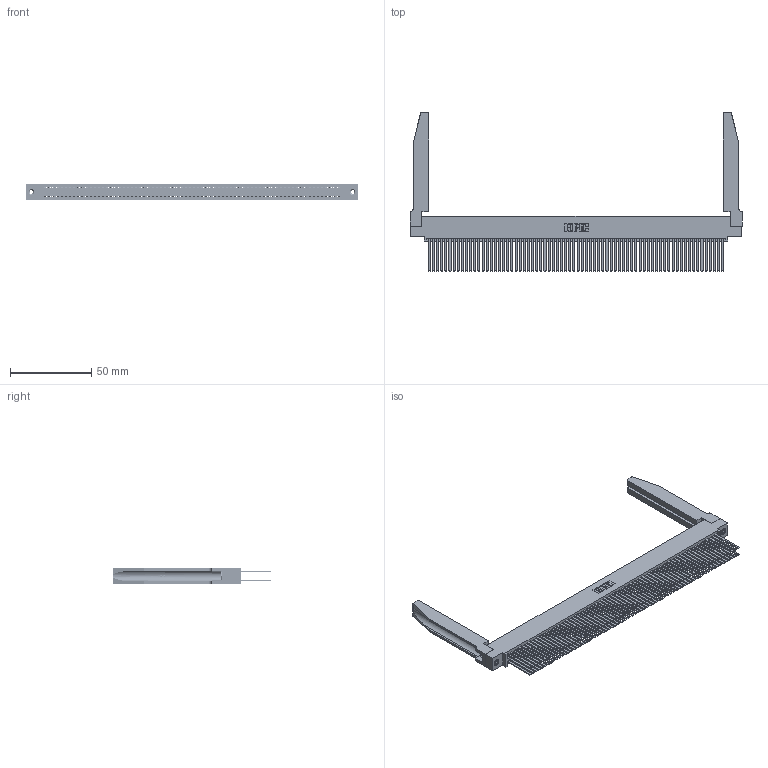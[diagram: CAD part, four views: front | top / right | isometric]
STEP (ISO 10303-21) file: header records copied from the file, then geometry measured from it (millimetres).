
FILE_DESCRIPTION (( 'STEP AP203' ), '1' );
FILE_NAME ('345-144-544-578.STEP', '2019-11-09T10:55:42', ( '' ), ( '' ), 'SwSTEP 2.0', 'SolidWorks 2016', '' );
FILE_SCHEMA (( 'CONFIG_CONTROL_DESIGN' ));
Length unit declared in the file: inch
Products named in the file (5): 345-144-544-578; 345-250-001_345-250-001-102; 345-220-078_345-220-078; 345-292-001_345-293-144; 345 Part_0.110 Offset - 0.156 Dia-TH
Assembly tree (149 placements, depth 2):
  345-144-544-578
    345 Part_0.110 Offset - 0.156 Dia-TH
    345-292-001_345-293-144  x144
    345-250-001_345-250-001-102  x2
    345-220-078_345-220-078  x2
Bounding box: 204.11 x 97.71 x 9.4 mm (x, y, z)
Volume: 29822 mm3; surface area: 46024.7 mm2
Topology: 149 solids, 149 shells, 6700 faces, 19825 edges, 13014 vertices
Faces by surface type: plane 4402, cylinder 2246, bspline 36, cone 12, torus 4
Entity records: 57142 total; most frequent: CARTESIAN_POINT 10467, ORIENTED_EDGE 9298, DIRECTION 8183, EDGE_CURVE 4649, LINE 4139, VECTOR 4139, VERTEX_POINT 3092, AXIS2_PLACEMENT_3D 2022
